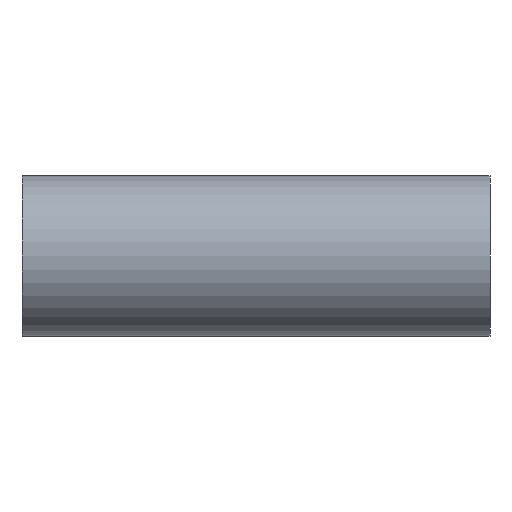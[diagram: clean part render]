
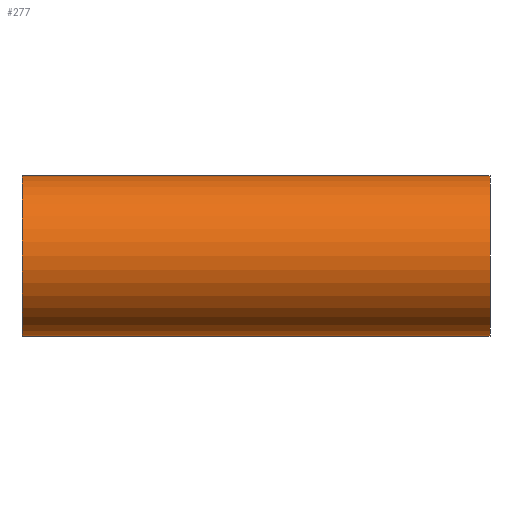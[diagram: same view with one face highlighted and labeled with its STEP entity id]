
A CAD part, left-side view. The second image highlights one B-rep face of the part: STEP entity #277.
In plain terms, the highlighted cylindrical face has radius 125 mm (diameter 250 mm), a partial arc.
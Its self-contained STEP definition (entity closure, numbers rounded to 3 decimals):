
#3 = VERTEX_POINT ( 'NONE', #254 ) ;
#21 = VECTOR ( 'NONE', #128, 1000. ) ;
#25 = DIRECTION ( 'NONE',  ( 0., 0., -1. ) ) ;
#37 = DIRECTION ( 'NONE',  ( 0., 1., 0. ) ) ;
#41 = ORIENTED_EDGE ( 'NONE', *, *, #468, .F. ) ;
#50 = ORIENTED_EDGE ( 'NONE', *, *, #164, .T. ) ;
#62 = DIRECTION ( 'NONE',  ( 0., -1., 0. ) ) ;
#73 = VECTOR ( 'NONE', #276, 1000. ) ;
#84 = VECTOR ( 'NONE', #62, 1000. ) ;
#88 = ORIENTED_EDGE ( 'NONE', *, *, #357, .F. ) ;
#93 = LINE ( 'NONE', #99, #84 ) ;
#96 = CARTESIAN_POINT ( 'NONE',  ( 0., 729., 0. ) ) ;
#97 = AXIS2_PLACEMENT_3D ( 'NONE', #448, #289, #146 ) ;
#99 = CARTESIAN_POINT ( 'NONE',  ( 0., 729., 125. ) ) ;
#102 = AXIS2_PLACEMENT_3D ( 'NONE', #96, #428, #25 ) ;
#119 = CARTESIAN_POINT ( 'NONE',  ( 0., 729., -125. ) ) ;
#123 = DIRECTION ( 'NONE',  ( 0., -1., 0. ) ) ;
#125 = VERTEX_POINT ( 'NONE', #196 ) ;
#128 = DIRECTION ( 'NONE',  ( 0., -1., 0. ) ) ;
#146 = DIRECTION ( 'NONE',  ( 0., 0., 1. ) ) ;
#150 = VERTEX_POINT ( 'NONE', #231 ) ;
#157 = LINE ( 'NONE', #311, #461 ) ;
#164 = EDGE_CURVE ( 'NONE', #397, #125, #385, .T. ) ;
#170 = FACE_OUTER_BOUND ( 'NONE', #297, .T. ) ;
#171 = EDGE_CURVE ( 'NONE', #150, #3, #464, .T. ) ;
#196 = CARTESIAN_POINT ( 'NONE',  ( 0., 0., -125. ) ) ;
#202 = VERTEX_POINT ( 'NONE', #352 ) ;
#209 = EDGE_CURVE ( 'NONE', #317, #397, #157, .T. ) ;
#231 = CARTESIAN_POINT ( 'NONE',  ( 0., 222., 125. ) ) ;
#254 = CARTESIAN_POINT ( 'NONE',  ( 0., 0., 125. ) ) ;
#256 = ORIENTED_EDGE ( 'NONE', *, *, #171, .F. ) ;
#259 = DIRECTION ( 'NONE',  ( 0., 0., 1. ) ) ;
#276 = DIRECTION ( 'NONE',  ( 0., -1., 0. ) ) ;
#277 = ADVANCED_FACE ( 'NONE', ( #170 ), #281, .T. ) ;
#281 = CYLINDRICAL_SURFACE ( 'NONE', #102, 125. ) ;
#289 = DIRECTION ( 'NONE',  ( 0., 1., 0. ) ) ;
#297 = EDGE_LOOP ( 'NONE', ( #88, #41, #478, #50, #343, #256 ) ) ;
#311 = CARTESIAN_POINT ( 'NONE',  ( 0., 729., -125. ) ) ;
#317 = VERTEX_POINT ( 'NONE', #474 ) ;
#343 = ORIENTED_EDGE ( 'NONE', *, *, #392, .T. ) ;
#352 = CARTESIAN_POINT ( 'NONE',  ( 0., 729., 125. ) ) ;
#357 = EDGE_CURVE ( 'NONE', #202, #150, #93, .T. ) ;
#370 = CARTESIAN_POINT ( 'NONE',  ( 0., 729., 0. ) ) ;
#384 = CIRCLE ( 'NONE', #97, 125. ) ;
#385 = LINE ( 'NONE', #119, #21 ) ;
#392 = EDGE_CURVE ( 'NONE', #125, #3, #384, .T. ) ;
#396 = CIRCLE ( 'NONE', #412, 125. ) ;
#397 = VERTEX_POINT ( 'NONE', #405 ) ;
#405 = CARTESIAN_POINT ( 'NONE',  ( 0., 222., -125. ) ) ;
#412 = AXIS2_PLACEMENT_3D ( 'NONE', #370, #37, #259 ) ;
#416 = CARTESIAN_POINT ( 'NONE',  ( 0., 729., 125. ) ) ;
#428 = DIRECTION ( 'NONE',  ( 0., -1., 0. ) ) ;
#448 = CARTESIAN_POINT ( 'NONE',  ( 0., 0., 0. ) ) ;
#461 = VECTOR ( 'NONE', #123, 1000. ) ;
#464 = LINE ( 'NONE', #416, #73 ) ;
#468 = EDGE_CURVE ( 'NONE', #317, #202, #396, .T. ) ;
#474 = CARTESIAN_POINT ( 'NONE',  ( 0., 729., -125. ) ) ;
#478 = ORIENTED_EDGE ( 'NONE', *, *, #209, .T. ) ;
